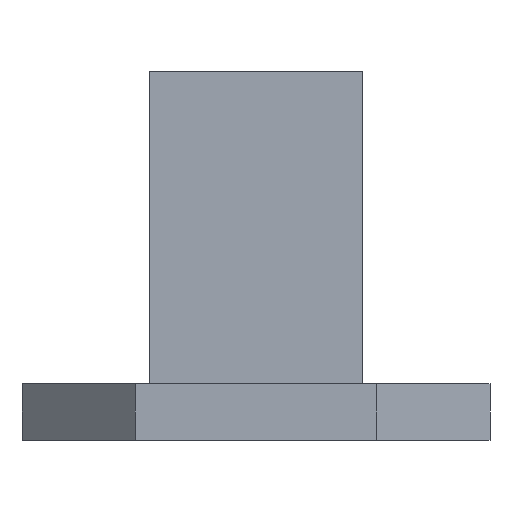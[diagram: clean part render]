
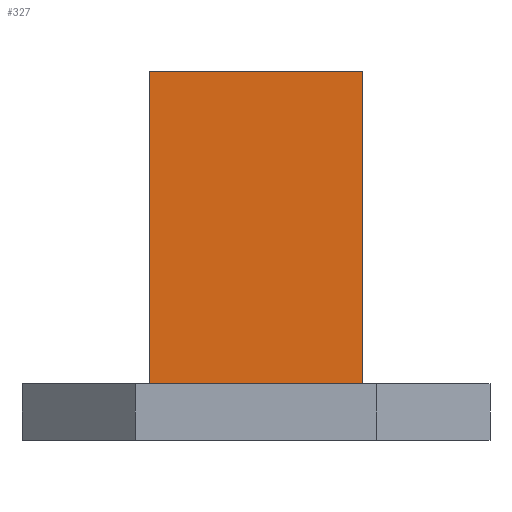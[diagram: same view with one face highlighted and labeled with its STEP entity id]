
A CAD part, left-side view. The second image highlights one B-rep face of the part: STEP entity #327.
In plain terms, the highlighted planar face has unit normal (-1, 0, 0).
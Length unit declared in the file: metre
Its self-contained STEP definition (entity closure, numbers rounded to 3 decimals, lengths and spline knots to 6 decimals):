
#53=ORIENTED_EDGE('',*,*,#136,.T.);
#54=ORIENTED_EDGE('',*,*,#129,.F.);
#55=ORIENTED_EDGE('',*,*,#137,.F.);
#56=ORIENTED_EDGE('',*,*,#134,.T.);
#129=EDGE_CURVE('',#170,#167,#201,.T.);
#134=EDGE_CURVE('',#174,#173,#205,.T.);
#136=EDGE_CURVE('',#173,#167,#207,.F.);
#137=EDGE_CURVE('',#174,#170,#208,.F.);
#167=VERTEX_POINT('',#503);
#170=VERTEX_POINT('',#508);
#173=VERTEX_POINT('',#518);
#174=VERTEX_POINT('',#520);
#201=LINE('',#509,#241);
#205=LINE('',#519,#245);
#207=LINE('',#523,#247);
#208=LINE('',#524,#248);
#241=VECTOR('',#410,1.);
#245=VECTOR('',#420,1.);
#247=VECTOR('',#424,1.);
#248=VECTOR('',#425,1.);
#268=EDGE_LOOP('',(#53,#54,#55,#56));
#290=FACE_BOUND('',#268,.T.);
#311=PLANE('',#361);
#327=ADVANCED_FACE('',(#290),#311,.F.);
#361=AXIS2_PLACEMENT_3D('',#522,#422,#423);
#410=DIRECTION('',(0.,0.,1.));
#420=DIRECTION('',(0.,0.,1.));
#422=DIRECTION('',(1.,0.,0.));
#423=DIRECTION('',(0.,0.,-1.));
#424=DIRECTION('',(0.,-1.,0.));
#425=DIRECTION('',(0.,-1.,0.));
#503=CARTESIAN_POINT('',(-0.060663,0.00375,0.013));
#508=CARTESIAN_POINT('',(-0.060663,0.00375,0.002));
#509=CARTESIAN_POINT('',(-0.060663,0.00375,0.002));
#518=CARTESIAN_POINT('',(-0.060663,-0.00375,0.013));
#519=CARTESIAN_POINT('',(-0.060663,-0.00375,0.002));
#520=CARTESIAN_POINT('',(-0.060663,-0.00375,0.002));
#522=CARTESIAN_POINT('',(-0.060663,0.,0.002));
#523=CARTESIAN_POINT('',(-0.060663,0.,0.013));
#524=CARTESIAN_POINT('',(-0.060663,0.,0.002));
